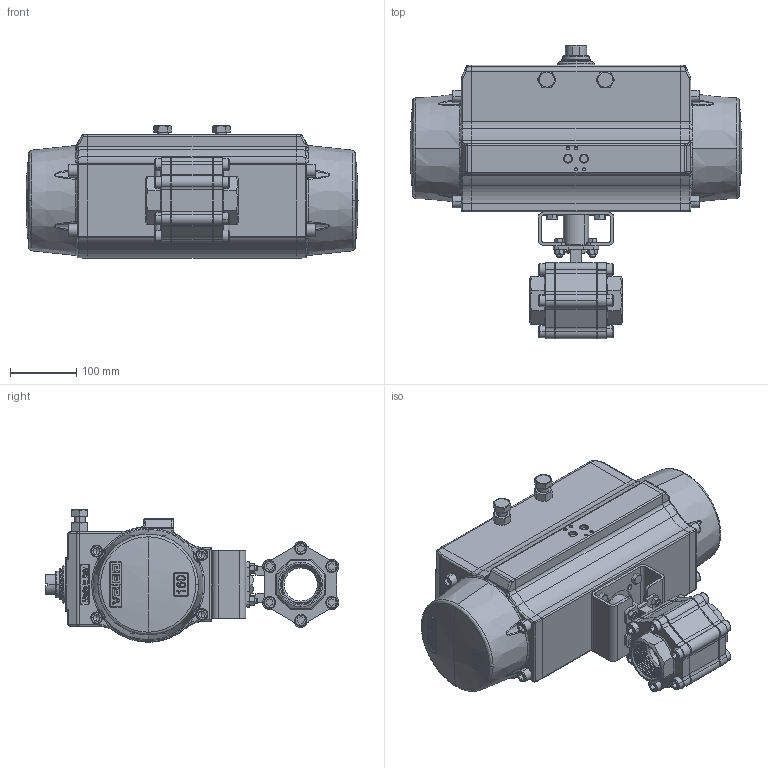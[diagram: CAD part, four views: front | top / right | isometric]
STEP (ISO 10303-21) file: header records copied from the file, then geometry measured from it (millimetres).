
FILE_DESCRIPTION (( 'STEP AP203' ), '1' );
FILE_NAME ('4700-200F_UT-5.STEP', '2017-11-10T19:50:14', ( '' ), ( '' ), 'SwSTEP 2.0', 'SolidWorks 2014', '' );
FILE_SCHEMA (( 'CONFIG_CONTROL_DESIGN' ));
Products named in the file (1): 4700-200F_UT-5
Bounding box: 500 x 441.94 x 199.4 mm (x, y, z)
Surface area: 560922.1 mm2 (no closed solid volume)
Topology: 0 solids, 82 shells, 1654 faces, 5355 edges, 3603 vertices
Faces by surface type: plane 613, bspline 348, cone 329, cylinder 324, sphere 40
Entity records: 91835 total; most frequent: CARTESIAN_POINT 49303, ORIENTED_EDGE 8690, DIRECTION 7841, EDGE_CURVE 5307, VERTEX_POINT 3603, AXIS2_PLACEMENT_3D 2823, VECTOR 2195, LINE 2195
